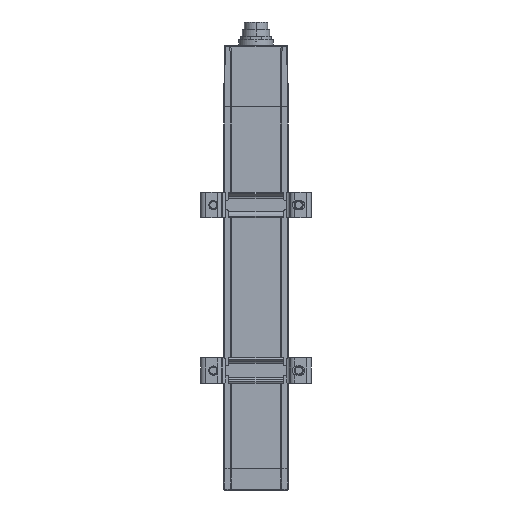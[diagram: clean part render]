
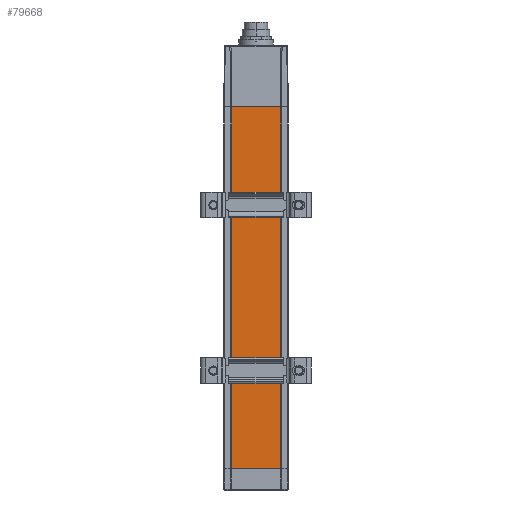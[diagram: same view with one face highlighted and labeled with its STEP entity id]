
A CAD part, front view. The second image highlights one B-rep face of the part: STEP entity #79668.
In plain terms, the highlighted planar face has unit normal (0, -1, 0).
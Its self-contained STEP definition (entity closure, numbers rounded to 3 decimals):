
#75468 = CARTESIAN_POINT ( 'NONE',  ( 14.4, 2., -212. ) ) ;
#75471 = DIRECTION ( 'NONE',  ( 1., 0., 0. ) ) ;
#75472 = VECTOR ( 'NONE', #75471, 1000. ) ;
#75474 = CARTESIAN_POINT ( 'NONE',  ( 0., 2., -212. ) ) ;
#75476 = LINE ( 'NONE', #75474, #75472 ) ;
#75480 = CARTESIAN_POINT ( 'NONE',  ( -14.4, 2., -212. ) ) ;
#75482 = DIRECTION ( 'NONE',  ( 0., 0., 1. ) ) ;
#75484 = VECTOR ( 'NONE', #75482, 1000. ) ;
#75485 = CARTESIAN_POINT ( 'NONE',  ( -14.4, 2., -212. ) ) ;
#75487 = LINE ( 'NONE', #75485, #75484 ) ;
#75491 = CARTESIAN_POINT ( 'NONE',  ( 14.4, 2., 0. ) ) ;
#75493 = DIRECTION ( 'NONE',  ( 1., 0., 0. ) ) ;
#75495 = VECTOR ( 'NONE', #75493, 1000. ) ;
#75497 = CARTESIAN_POINT ( 'NONE',  ( 0., 2., 0. ) ) ;
#75498 = LINE ( 'NONE', #75497, #75495 ) ;
#75612 = DIRECTION ( 'NONE',  ( 0., 0., 1. ) ) ;
#75614 = VECTOR ( 'NONE', #75612, 1000. ) ;
#75615 = CARTESIAN_POINT ( 'NONE',  ( 14.4, 2., -212. ) ) ;
#75617 = LINE ( 'NONE', #75615, #75614 ) ;
#75679 = CARTESIAN_POINT ( 'NONE',  ( -14.4, 2., 0. ) ) ;
#75680 = DIRECTION ( 'NONE',  ( 1., 0., 0. ) ) ;
#75682 = DIRECTION ( 'NONE',  ( 0., -1., 0. ) ) ;
#75684 = CARTESIAN_POINT ( 'NONE',  ( 0., 2., -212. ) ) ;
#75686 = AXIS2_PLACEMENT_3D ( 'NONE', #75684, #75682, #75680 ) ;
#75687 = PLANE ( 'NONE',  #75686 ) ;
#75694 = FACE_OUTER_BOUND ( 'NONE', #79671, .T. ) ;
#79631 = EDGE_CURVE ( 'NONE', #79674, #79633, #75498, .T. ) ;
#79633 = VERTEX_POINT ( 'NONE', #75491 ) ;
#79634 = ORIENTED_EDGE ( 'NONE', *, *, #79635, .F. ) ;
#79635 = EDGE_CURVE ( 'NONE', #79636, #79674, #75487, .T. ) ;
#79636 = VERTEX_POINT ( 'NONE', #75480 ) ;
#79637 = ORIENTED_EDGE ( 'NONE', *, *, #79639, .T. ) ;
#79639 = EDGE_CURVE ( 'NONE', #79636, #79641, #75476, .T. ) ;
#79641 = VERTEX_POINT ( 'NONE', #75468 ) ;
#79642 = ORIENTED_EDGE ( 'NONE', *, *, #79643, .T. ) ;
#79643 = EDGE_CURVE ( 'NONE', #79641, #79633, #75617, .T. ) ;
#79668 = ADVANCED_FACE ( 'NONE', ( #75694 ), #75687, .T. ) ;
#79671 = EDGE_LOOP ( 'NONE', ( #79672, #79634, #79637, #79642 ) ) ;
#79672 = ORIENTED_EDGE ( 'NONE', *, *, #79631, .F. ) ;
#79674 = VERTEX_POINT ( 'NONE', #75679 ) ;
